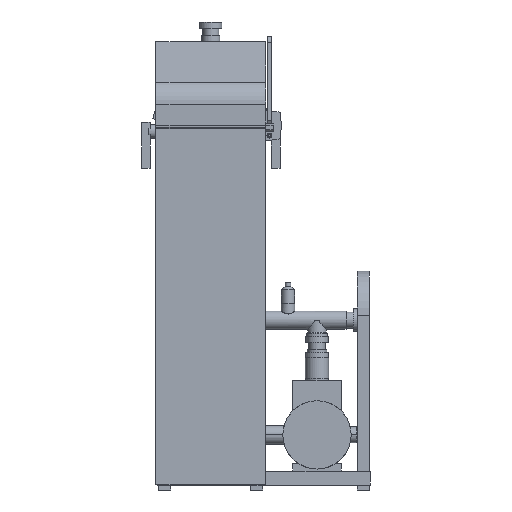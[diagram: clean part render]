
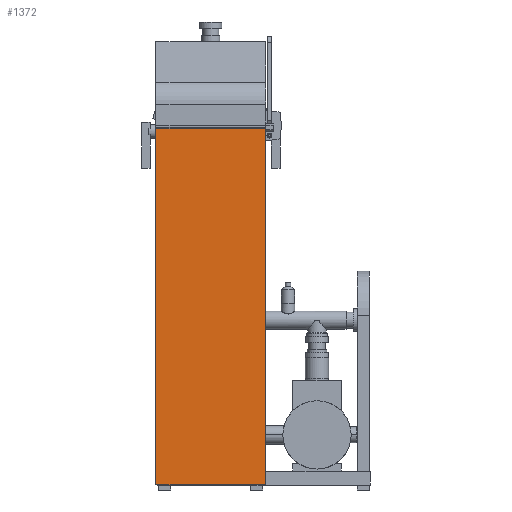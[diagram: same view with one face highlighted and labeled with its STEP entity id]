
A CAD part, front view. The second image highlights one B-rep face of the part: STEP entity #1372.
In plain terms, the highlighted planar face has unit normal (0, -1, 0).
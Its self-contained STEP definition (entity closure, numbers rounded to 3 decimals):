
#712 = VERTEX_POINT ( 'NONE', #15872 ) ;
#1204 = LINE ( 'NONE', #6350, #7129 ) ;
#1372 = ADVANCED_FACE ( 'NONE', ( #14671 ), #9438, .T. ) ;
#1554 = VECTOR ( 'NONE', #3212, 1000. ) ;
#1947 = LINE ( 'NONE', #7255, #1554 ) ;
#2190 = EDGE_CURVE ( 'NONE', #712, #5276, #1947, .T. ) ;
#2813 = VECTOR ( 'NONE', #3918, 1000. ) ;
#3108 = CARTESIAN_POINT ( 'NONE',  ( 0., -224.3, 746.194 ) ) ;
#3212 = DIRECTION ( 'NONE',  ( 0., 0., 1. ) ) ;
#3386 = CARTESIAN_POINT ( 'NONE',  ( 113.5, -224.3, 10.354 ) ) ;
#3918 = DIRECTION ( 'NONE',  ( -1., 0., 0. ) ) ;
#4040 = CARTESIAN_POINT ( 'NONE',  ( -113.5, -224.3, 746.194 ) ) ;
#4102 = ORIENTED_EDGE ( 'NONE', *, *, #16268, .F. ) ;
#4563 = CARTESIAN_POINT ( 'NONE',  ( 113.5, -224.3, 10.354 ) ) ;
#4750 = DIRECTION ( 'NONE',  ( -1., 0., 0. ) ) ;
#5276 = VERTEX_POINT ( 'NONE', #4040 ) ;
#5839 = DIRECTION ( 'NONE',  ( 0., 0., -1. ) ) ;
#6302 = CARTESIAN_POINT ( 'NONE',  ( 113.5, -224.3, 746.194 ) ) ;
#6350 = CARTESIAN_POINT ( 'NONE',  ( 0., -224.3, 746.194 ) ) ;
#6838 = VERTEX_POINT ( 'NONE', #3386 ) ;
#7129 = VECTOR ( 'NONE', #4750, 1000. ) ;
#7255 = CARTESIAN_POINT ( 'NONE',  ( -113.5, -224.3, 10.354 ) ) ;
#7651 = VERTEX_POINT ( 'NONE', #6302 ) ;
#8168 = DIRECTION ( 'NONE',  ( 0., 0., -1. ) ) ;
#8248 = DIRECTION ( 'NONE',  ( 0., -1., 0. ) ) ;
#9358 = ORIENTED_EDGE ( 'NONE', *, *, #10753, .T. ) ;
#9438 = PLANE ( 'NONE',  #11275 ) ;
#10335 = LINE ( 'NONE', #14548, #2813 ) ;
#10524 = EDGE_CURVE ( 'NONE', #6838, #712, #10335, .T. ) ;
#10753 = EDGE_CURVE ( 'NONE', #7651, #5276, #1204, .T. ) ;
#11275 = AXIS2_PLACEMENT_3D ( 'NONE', #3108, #8248, #8168 ) ;
#12244 = LINE ( 'NONE', #4563, #14894 ) ;
#13447 = ORIENTED_EDGE ( 'NONE', *, *, #10524, .F. ) ;
#14548 = CARTESIAN_POINT ( 'NONE',  ( 0., -224.3, 10.354 ) ) ;
#14671 = FACE_OUTER_BOUND ( 'NONE', #14679, .T. ) ;
#14679 = EDGE_LOOP ( 'NONE', ( #13447, #4102, #9358, #16477 ) ) ;
#14894 = VECTOR ( 'NONE', #5839, 1000. ) ;
#15872 = CARTESIAN_POINT ( 'NONE',  ( -113.5, -224.3, 10.354 ) ) ;
#16268 = EDGE_CURVE ( 'NONE', #7651, #6838, #12244, .T. ) ;
#16477 = ORIENTED_EDGE ( 'NONE', *, *, #2190, .F. ) ;
